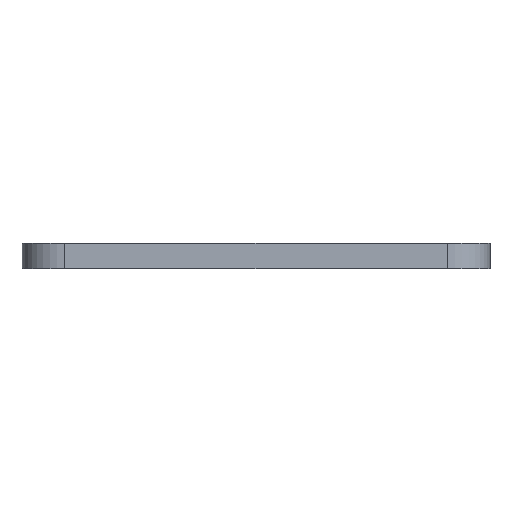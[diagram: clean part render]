
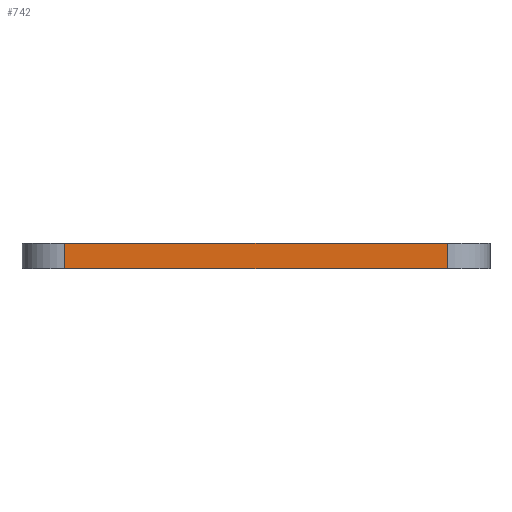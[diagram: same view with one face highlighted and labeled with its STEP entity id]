
A CAD part, front view. The second image highlights one B-rep face of the part: STEP entity #742.
In plain terms, the highlighted planar face has unit normal (0, -1, 0).
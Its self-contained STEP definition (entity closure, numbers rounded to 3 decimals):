
#24 = EDGE_CURVE ( 'NONE', #43, #672, #462, .T. ) ;
#25 = EDGE_LOOP ( 'NONE', ( #680, #167, #344, #728 ) ) ;
#43 = VERTEX_POINT ( 'NONE', #279 ) ;
#83 = CARTESIAN_POINT ( 'NONE',  ( 24.263, -27.751, 0. ) ) ;
#98 = CARTESIAN_POINT ( 'NONE',  ( 24.263, -27.751, 3. ) ) ;
#112 = EDGE_CURVE ( 'NONE', #43, #323, #563, .T. ) ;
#148 = EDGE_CURVE ( 'NONE', #323, #513, #252, .T. ) ;
#165 = FACE_OUTER_BOUND ( 'NONE', #25, .T. ) ;
#167 = ORIENTED_EDGE ( 'NONE', *, *, #376, .T. ) ;
#189 = VECTOR ( 'NONE', #436, 1000. ) ;
#192 = CARTESIAN_POINT ( 'NONE',  ( -20.737, -27.751, 3. ) ) ;
#252 = LINE ( 'NONE', #256, #576 ) ;
#256 = CARTESIAN_POINT ( 'NONE',  ( -25.737, -27.751, 0. ) ) ;
#266 = VECTOR ( 'NONE', #524, 1000. ) ;
#279 = CARTESIAN_POINT ( 'NONE',  ( -20.737, -27.751, 3. ) ) ;
#323 = VERTEX_POINT ( 'NONE', #530 ) ;
#344 = ORIENTED_EDGE ( 'NONE', *, *, #24, .F. ) ;
#350 = LINE ( 'NONE', #538, #351 ) ;
#351 = VECTOR ( 'NONE', #606, 1000. ) ;
#376 = EDGE_CURVE ( 'NONE', #513, #672, #350, .T. ) ;
#388 = AXIS2_PLACEMENT_3D ( 'NONE', #531, #543, #711 ) ;
#412 = PLANE ( 'NONE',  #388 ) ;
#436 = DIRECTION ( 'NONE',  ( 0., 0., -1. ) ) ;
#462 = LINE ( 'NONE', #701, #266 ) ;
#513 = VERTEX_POINT ( 'NONE', #83 ) ;
#524 = DIRECTION ( 'NONE',  ( 1., 0., 0. ) ) ;
#530 = CARTESIAN_POINT ( 'NONE',  ( -20.737, -27.751, 0. ) ) ;
#531 = CARTESIAN_POINT ( 'NONE',  ( -25.737, -27.751, 3. ) ) ;
#538 = CARTESIAN_POINT ( 'NONE',  ( 24.263, -27.751, 3. ) ) ;
#543 = DIRECTION ( 'NONE',  ( 0., 1., 0. ) ) ;
#563 = LINE ( 'NONE', #192, #189 ) ;
#576 = VECTOR ( 'NONE', #678, 1000. ) ;
#606 = DIRECTION ( 'NONE',  ( 0., 0., 1. ) ) ;
#672 = VERTEX_POINT ( 'NONE', #98 ) ;
#678 = DIRECTION ( 'NONE',  ( 1., 0., 0. ) ) ;
#680 = ORIENTED_EDGE ( 'NONE', *, *, #148, .T. ) ;
#701 = CARTESIAN_POINT ( 'NONE',  ( -25.737, -27.751, 3. ) ) ;
#711 = DIRECTION ( 'NONE',  ( 0., 0., 1. ) ) ;
#728 = ORIENTED_EDGE ( 'NONE', *, *, #112, .T. ) ;
#742 = ADVANCED_FACE ( 'NONE', ( #165 ), #412, .F. ) ;
